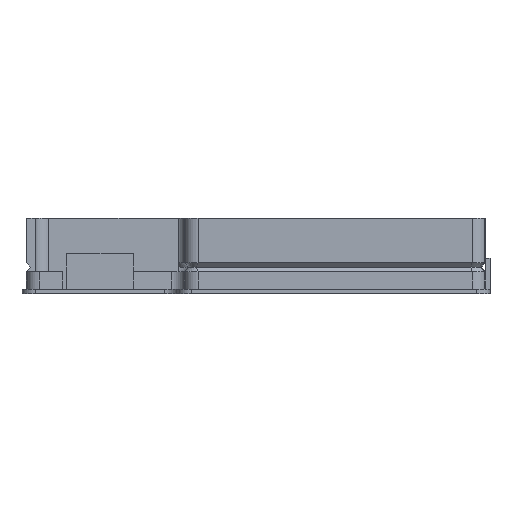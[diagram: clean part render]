
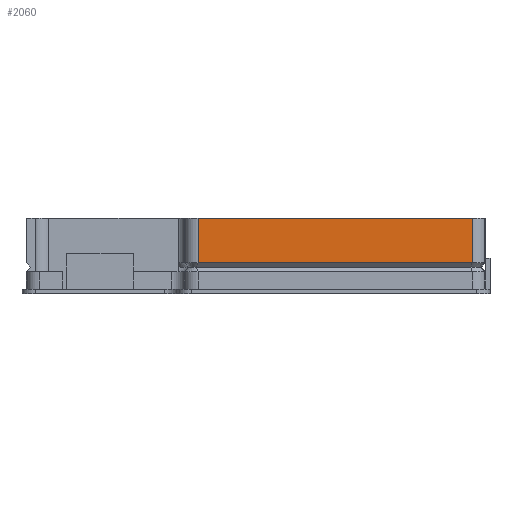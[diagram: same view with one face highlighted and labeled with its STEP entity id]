
A CAD part, left-side view. The second image highlights one B-rep face of the part: STEP entity #2060.
In plain terms, the highlighted planar face has unit normal (-1, 0, 0).
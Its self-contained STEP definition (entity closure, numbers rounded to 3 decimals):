
#162=FACE_OUTER_BOUND('',#283,.T.);
#283=EDGE_LOOP('',(#1465,#1466,#1467,#1468));
#432=LINE('',#3096,#668);
#442=LINE('',#3135,#678);
#443=LINE('',#3139,#679);
#444=LINE('',#3140,#680);
#668=VECTOR('',#2455,10.);
#678=VECTOR('',#2481,10.);
#679=VECTOR('',#2486,10.);
#680=VECTOR('',#2487,10.);
#887=VERTEX_POINT('',#3084);
#890=VERTEX_POINT('',#3094);
#899=VERTEX_POINT('',#3134);
#900=VERTEX_POINT('',#3138);
#1100=EDGE_CURVE('',#887,#890,#432,.T.);
#1114=EDGE_CURVE('',#887,#899,#442,.T.);
#1116=EDGE_CURVE('',#900,#890,#443,.T.);
#1117=EDGE_CURVE('',#899,#900,#444,.T.);
#1465=ORIENTED_EDGE('',*,*,#1100,.T.);
#1466=ORIENTED_EDGE('',*,*,#1116,.F.);
#1467=ORIENTED_EDGE('',*,*,#1117,.F.);
#1468=ORIENTED_EDGE('',*,*,#1114,.F.);
#1975=PLANE('',#2200);
#2060=ADVANCED_FACE('',(#162),#1975,.T.);
#2200=AXIS2_PLACEMENT_3D('',#3137,#2484,#2485);
#2455=DIRECTION('',(0.,-1.,0.));
#2481=DIRECTION('',(0.,0.,1.));
#2484=DIRECTION('center_axis',(-1.,0.,0.));
#2485=DIRECTION('ref_axis',(0.,-1.,0.));
#2486=DIRECTION('',(0.,0.,-1.));
#2487=DIRECTION('',(0.,-1.,0.));
#3084=CARTESIAN_POINT('',(-51.,65.5,7.));
#3094=CARTESIAN_POINT('',(-51.,4.,7.));
#3096=CARTESIAN_POINT('',(-51.,36.25,7.));
#3134=CARTESIAN_POINT('',(-51.,65.5,17.));
#3135=CARTESIAN_POINT('',(-51.,65.5,1.));
#3137=CARTESIAN_POINT('Origin',(-51.,68.5,1.));
#3138=CARTESIAN_POINT('',(-51.,4.,17.));
#3139=CARTESIAN_POINT('',(-51.,4.,1.));
#3140=CARTESIAN_POINT('',(-51.,1.,17.));
